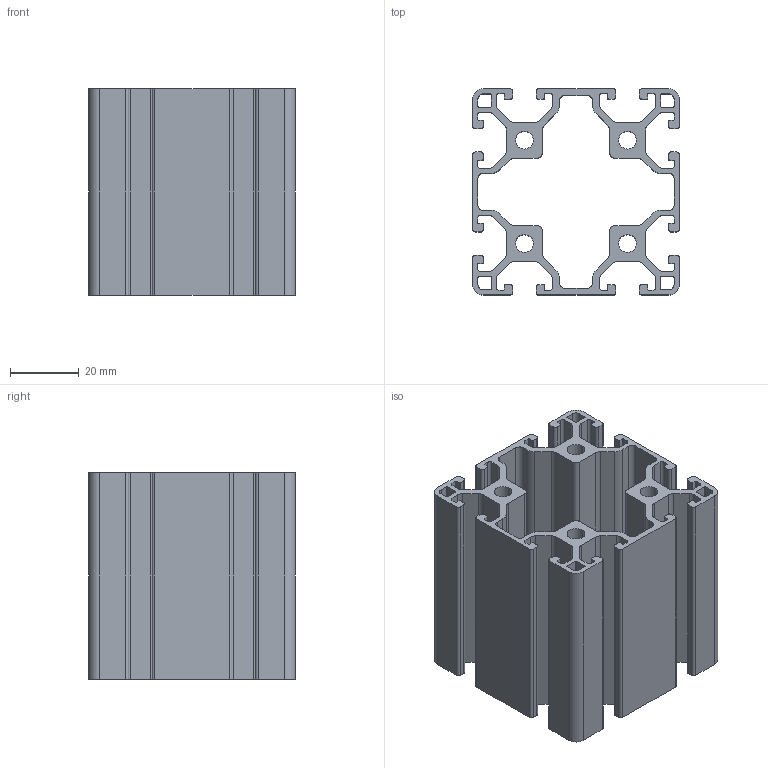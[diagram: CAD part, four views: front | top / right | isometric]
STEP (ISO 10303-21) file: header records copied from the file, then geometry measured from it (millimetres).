
FILE_DESCRIPTION (( 'STEP AP203' ), '1' );
FILE_NAME ('AL-P6-60-60-JB1277.STEP', '2018-05-28T03:57:51', ( '' ), ( '' ), 'SwSTEP 2.0', 'SolidWorks 2018', '' );
FILE_SCHEMA (( 'CONFIG_CONTROL_DESIGN' ));
Length unit declared in the file: millimetre
Products named in the file (1): AL-P6-60-60-JB1277
Bounding box: 60 x 60 x 60 mm (x, y, z)
Volume: 55694.3 mm3; surface area: 52896.9 mm2
Topology: 1 solids, 1 shells, 330 faces, 984 edges, 656 vertices
Faces by surface type: cylinder 168, plane 162
Entity records: 11297 total; most frequent: DIRECTION 1982, CARTESIAN_POINT 1971, ORIENTED_EDGE 1968, EDGE_CURVE 984, AXIS2_PLACEMENT_3D 667, VERTEX_POINT 656, LINE 648, VECTOR 648
